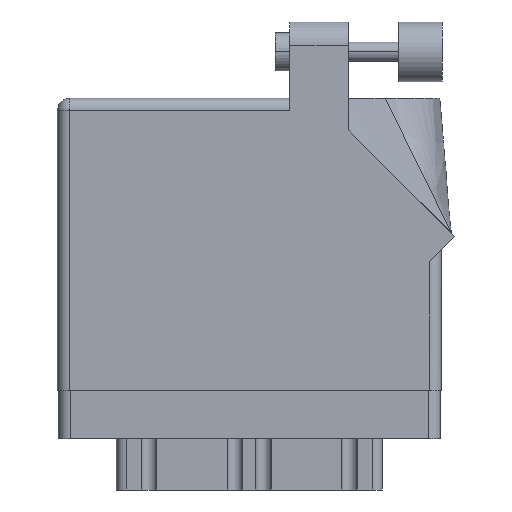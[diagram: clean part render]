
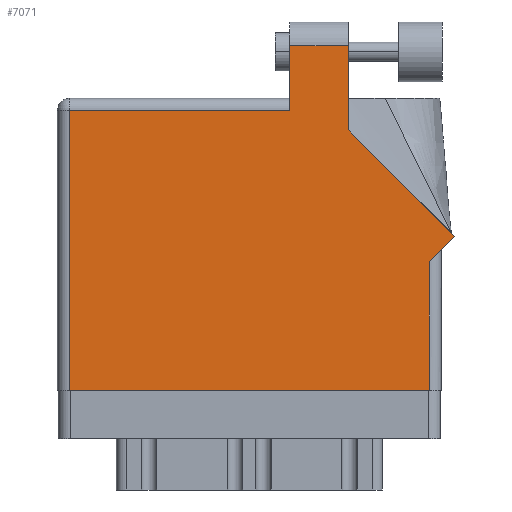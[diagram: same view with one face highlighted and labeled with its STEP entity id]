
A CAD part, front view. The second image highlights one B-rep face of the part: STEP entity #7071.
In plain terms, the highlighted face is planar.
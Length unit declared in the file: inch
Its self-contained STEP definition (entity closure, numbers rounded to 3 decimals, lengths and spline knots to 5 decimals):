
#465 = DIRECTION ( 'NONE',  ( 0., 1., 0. ) ) ;
#1209 = VECTOR ( 'NONE', #2714, 39.37008 ) ;
#2104 = CARTESIAN_POINT ( 'NONE',  ( 1.217, 1.468, 0. ) ) ;
#2581 = VECTOR ( 'NONE', #4902, 39.37008 ) ;
#2610 = VECTOR ( 'NONE', #16181, 39.37008 ) ;
#2679 = DIRECTION ( 'NONE',  ( 0.707, 0.707, 0. ) ) ;
#2714 = DIRECTION ( 'NONE',  ( 0., -1., 0. ) ) ;
#4119 = CARTESIAN_POINT ( 'NONE',  ( 2.08071, 0.80771, 0. ) ) ;
#4274 = VERTEX_POINT ( 'NONE', #12653 ) ;
#4427 = VERTEX_POINT ( 'NONE', #13518 ) ;
#4623 = CARTESIAN_POINT ( 'NONE',  ( 1.948, 0.675, 0. ) ) ;
#4902 = DIRECTION ( 'NONE',  ( 0., -1., 0. ) ) ;
#5173 = ORIENTED_EDGE ( 'NONE', *, *, #9822, .T. ) ;
#5344 = EDGE_CURVE ( 'NONE', #4274, #26894, #30090, .T. ) ;
#5825 = CARTESIAN_POINT ( 'NONE',  ( 0., 0., 0. ) ) ;
#6129 = EDGE_CURVE ( 'NONE', #13319, #29021, #7799, .T. ) ;
#7071 = ADVANCED_FACE ( 'NONE', ( #18581 ), #29267, .F. ) ;
#7101 = ORIENTED_EDGE ( 'NONE', *, *, #28814, .T. ) ;
#7182 = LINE ( 'NONE', #12089, #2581 ) ;
#7799 = LINE ( 'NONE', #29538, #1209 ) ;
#7870 = EDGE_CURVE ( 'NONE', #12413, #21785, #24394, .T. ) ;
#8280 = VERTEX_POINT ( 'NONE', #32461 ) ;
#9087 = EDGE_CURVE ( 'NONE', #21785, #4274, #28519, .T. ) ;
#9822 = EDGE_CURVE ( 'NONE', #8280, #19183, #7182, .T. ) ;
#10691 = DIRECTION ( 'NONE',  ( -1., 0., 0. ) ) ;
#10802 = ORIENTED_EDGE ( 'NONE', *, *, #14183, .T. ) ;
#10969 = ORIENTED_EDGE ( 'NONE', *, *, #5344, .T. ) ;
#11777 = VECTOR ( 'NONE', #30683, 39.37008 ) ;
#11913 = CARTESIAN_POINT ( 'NONE',  ( 1.217, 1.805, 0. ) ) ;
#12089 = CARTESIAN_POINT ( 'NONE',  ( 0.062, 0., 0. ) ) ;
#12413 = VERTEX_POINT ( 'NONE', #4623 ) ;
#12653 = CARTESIAN_POINT ( 'NONE',  ( 1.524, 1.36442, 0. ) ) ;
#13193 = CARTESIAN_POINT ( 'NONE',  ( 2.01, 0.737, 0. ) ) ;
#13319 = VERTEX_POINT ( 'NONE', #15764 ) ;
#13328 = CARTESIAN_POINT ( 'NONE',  ( 0., 1.53, 0. ) ) ;
#13518 = CARTESIAN_POINT ( 'NONE',  ( 1.948, 0., 0. ) ) ;
#13551 = ORIENTED_EDGE ( 'NONE', *, *, #17249, .T. ) ;
#13561 = CARTESIAN_POINT ( 'NONE',  ( 1.948, 0.737, 0. ) ) ;
#14091 = LINE ( 'NONE', #13561, #18053 ) ;
#14183 = EDGE_CURVE ( 'NONE', #26894, #13319, #25227, .T. ) ;
#14712 = VECTOR ( 'NONE', #2679, 39.37008 ) ;
#14867 = DIRECTION ( 'NONE',  ( -1., 0., 0. ) ) ;
#15764 = CARTESIAN_POINT ( 'NONE',  ( 1.217, 1.805, 0. ) ) ;
#16181 = DIRECTION ( 'NONE',  ( 1., 0., 0. ) ) ;
#17249 = EDGE_CURVE ( 'NONE', #29021, #8280, #30306, .T. ) ;
#17306 = CARTESIAN_POINT ( 'NONE',  ( 1.524, 1.805, 0. ) ) ;
#17503 = CARTESIAN_POINT ( 'NONE',  ( 0., 1.468, 0. ) ) ;
#17819 = ORIENTED_EDGE ( 'NONE', *, *, #9087, .T. ) ;
#18053 = VECTOR ( 'NONE', #21601, 39.37008 ) ;
#18448 = LINE ( 'NONE', #5825, #2610 ) ;
#18581 = FACE_OUTER_BOUND ( 'NONE', #22571, .T. ) ;
#19183 = VERTEX_POINT ( 'NONE', #30078 ) ;
#20845 = EDGE_CURVE ( 'NONE', #4427, #12413, #14091, .T. ) ;
#21519 = VECTOR ( 'NONE', #33960, 39.37008 ) ;
#21601 = DIRECTION ( 'NONE',  ( 0., 1., 0. ) ) ;
#21785 = VERTEX_POINT ( 'NONE', #4119 ) ;
#22571 = EDGE_LOOP ( 'NONE', ( #10969, #10802, #25694, #13551, #5173, #7101, #23644, #31247, #17819 ) ) ;
#23644 = ORIENTED_EDGE ( 'NONE', *, *, #20845, .T. ) ;
#23998 = DIRECTION ( 'NONE',  ( 0., 0., -1. ) ) ;
#24394 = LINE ( 'NONE', #13193, #14712 ) ;
#25227 = LINE ( 'NONE', #11913, #11777 ) ;
#25528 = CARTESIAN_POINT ( 'NONE',  ( 2.08071, 0.80771, 0. ) ) ;
#25694 = ORIENTED_EDGE ( 'NONE', *, *, #6129, .T. ) ;
#25783 = VECTOR ( 'NONE', #465, 39.37008 ) ;
#26894 = VERTEX_POINT ( 'NONE', #17306 ) ;
#28519 = LINE ( 'NONE', #25528, #21519 ) ;
#28814 = EDGE_CURVE ( 'NONE', #19183, #4427, #18448, .T. ) ;
#29021 = VERTEX_POINT ( 'NONE', #2104 ) ;
#29267 = PLANE ( 'NONE',  #30843 ) ;
#29538 = CARTESIAN_POINT ( 'NONE',  ( 1.217, 1.53, 0. ) ) ;
#30078 = CARTESIAN_POINT ( 'NONE',  ( 0.062, 0., 0. ) ) ;
#30090 = LINE ( 'NONE', #32556, #25783 ) ;
#30306 = LINE ( 'NONE', #17503, #33749 ) ;
#30683 = DIRECTION ( 'NONE',  ( -1., 0., 0. ) ) ;
#30843 = AXIS2_PLACEMENT_3D ( 'NONE', #13328, #23998, #10691 ) ;
#31247 = ORIENTED_EDGE ( 'NONE', *, *, #7870, .T. ) ;
#32461 = CARTESIAN_POINT ( 'NONE',  ( 0.062, 1.468, 0. ) ) ;
#32556 = CARTESIAN_POINT ( 'NONE',  ( 1.524, 1.36442, 0. ) ) ;
#33749 = VECTOR ( 'NONE', #14867, 39.37008 ) ;
#33960 = DIRECTION ( 'NONE',  ( -0.707, 0.707, 0. ) ) ;
